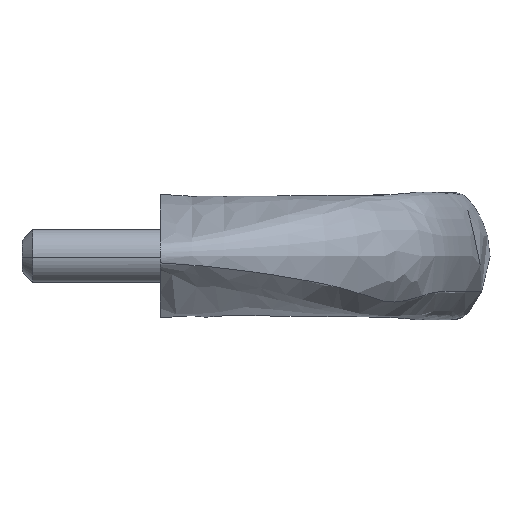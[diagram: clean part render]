
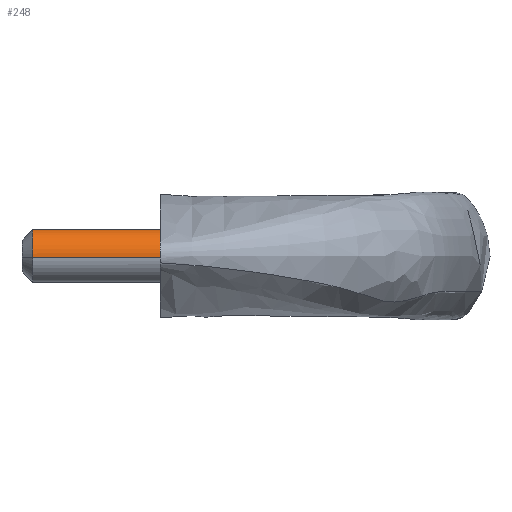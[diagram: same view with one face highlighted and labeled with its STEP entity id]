
A CAD part, left-side view. The second image highlights one B-rep face of the part: STEP entity #248.
In plain terms, the highlighted free-form (B-spline) face has degree [2, 1] with [9, 2] control points.
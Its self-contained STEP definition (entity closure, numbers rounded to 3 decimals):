
#62=CARTESIAN_POINT('',(2.484,-1.,-0.285));
#63=VERTEX_POINT('',#62);
#79=CARTESIAN_POINT('',(2.484,-23.0,-0.285));
#80=VERTEX_POINT('',#79);
#81=CARTESIAN_POINT('',(2.484,-23.0,-0.285));
#82=CARTESIAN_POINT('',(2.484,-1.,-0.285));
#83=QUASI_UNIFORM_CURVE('',1,(#81,#82),.UNSPECIFIED.,.F.,.U.);
#84=EDGE_CURVE('',#80,#63,#83,.T.);
#101=CARTESIAN_POINT('',(-2.495,-23.0,-0.153));
#102=VERTEX_POINT('',#101);
#116=CARTESIAN_POINT('',(-2.494,-1.,-0.174));
#117=VERTEX_POINT('',#116);
#118=CARTESIAN_POINT('',(-2.495,-23.0,-0.153));
#119=CARTESIAN_POINT('',(-2.494,-1.,-0.174));
#120=QUASI_UNIFORM_CURVE('',1,(#118,#119),.UNSPECIFIED.,.F.,.U.);
#121=EDGE_CURVE('',#102,#117,#120,.T.);
#139=CARTESIAN_POINT('',(-2.492,-23.55,-0.211));
#140=CARTESIAN_POINT('',(-2.494,-23.55,-0.182));
#141=CARTESIAN_POINT('',(-2.648,-23.55,2.343));
#142=CARTESIAN_POINT('',(-0.153,-23.55,2.495));
#143=CARTESIAN_POINT('',(2.343,-23.55,2.648));
#144=CARTESIAN_POINT('',(2.495,-23.55,0.153));
#145=CARTESIAN_POINT('',(2.509,-23.55,-0.067));
#146=CARTESIAN_POINT('',(2.481,-23.55,-0.305));
#147=CARTESIAN_POINT('',(2.479,-23.55,-0.325));
#148=CARTESIAN_POINT('',(-2.492,-0.436,-0.211));
#149=CARTESIAN_POINT('',(-2.494,-0.436,-0.182));
#150=CARTESIAN_POINT('',(-2.648,-0.436,2.343));
#151=CARTESIAN_POINT('',(-0.153,-0.436,2.495));
#152=CARTESIAN_POINT('',(2.343,-0.436,2.648));
#153=CARTESIAN_POINT('',(2.495,-0.436,0.153));
#154=CARTESIAN_POINT('',(2.509,-0.436,-0.067));
#155=CARTESIAN_POINT('',(2.481,-0.436,-0.305));
#156=CARTESIAN_POINT('',(2.479,-0.436,-0.325));
#164=(BOUNDED_SURFACE()B_SPLINE_SURFACE(2,1,((#139,#148),(#140,#149),(#141,#150),(#142,#151),(#143,#152),(#144,#153),(#145,#154),(#146,#155),(#147,#156)),.UNSPECIFIED.,.F.,.F.,.U.)B_SPLINE_SURFACE_WITH_KNOTS((3,1,2,2,1,3),(2,2),(0.0,0.07,4.212,8.354,8.851,8.895),(0.0,23.114),.UNSPECIFIED.)GEOMETRIC_REPRESENTATION_ITEM()RATIONAL_B_SPLINE_SURFACE(((1.01,1.01),(1.005,1.005),(0.707,0.707),(1.0,1.0),(0.707,0.707),(1.0,1.0),(0.965,0.965),(0.936,0.936),(0.933,0.933)))REPRESENTATION_ITEM('')SURFACE());
#165=CARTESIAN_POINT('',(2.492,-1.,0.196));
#166=VERTEX_POINT('',#165);
#167=CARTESIAN_POINT('',(2.492,-1.,0.196));
#168=CARTESIAN_POINT('',(2.5,-1.,0.098));
#169=CARTESIAN_POINT('',(2.5,-1.,0.));
#170=CARTESIAN_POINT('',(2.5,-1.,-0.143));
#171=CARTESIAN_POINT('',(2.484,-1.,-0.285));
#179=(BOUNDED_CURVE()B_SPLINE_CURVE(2,(#167,#168,#169,#170,#171),.UNSPECIFIED.,.F.,.U.)B_SPLINE_CURVE_WITH_KNOTS((3,2,3),(0.236,0.25,0.27),.UNSPECIFIED.)CURVE()GEOMETRIC_REPRESENTATION_ITEM()RATIONAL_B_SPLINE_CURVE((0.97,0.984,1.0,0.977,0.957))REPRESENTATION_ITEM(''));
#180=EDGE_CURVE('',#166,#63,#179,.T.);
#181=ORIENTED_EDGE('',*,*,#180,.F.);
#182=CARTESIAN_POINT('',(0.0,-1.,2.5));
#183=VERTEX_POINT('',#182);
#184=CARTESIAN_POINT('',(0.0,-1.,2.5));
#185=CARTESIAN_POINT('',(2.311,-1.,2.5));
#186=CARTESIAN_POINT('',(2.492,-1.,0.196));
#194=(BOUNDED_CURVE()B_SPLINE_CURVE(2,(#184,#185,#186),.UNSPECIFIED.,.F.,.U.)B_SPLINE_CURVE_WITH_KNOTS((3,3),(0.0,0.236),.UNSPECIFIED.)CURVE()GEOMETRIC_REPRESENTATION_ITEM()RATIONAL_B_SPLINE_CURVE((1.0,0.723,0.97))REPRESENTATION_ITEM(''));
#195=EDGE_CURVE('',#183,#166,#194,.T.);
#196=ORIENTED_EDGE('',*,*,#195,.F.);
#197=CARTESIAN_POINT('',(-2.494,-1.,-0.174));
#198=CARTESIAN_POINT('',(-2.5,-1.,-0.087));
#199=CARTESIAN_POINT('',(-2.5,-1.,0.));
#200=CARTESIAN_POINT('',(-2.5,-1.,2.5));
#201=CARTESIAN_POINT('',(0.0,-1.,2.5));
#209=(BOUNDED_CURVE()B_SPLINE_CURVE(2,(#197,#198,#199,#200,#201),.UNSPECIFIED.,.F.,.U.)B_SPLINE_CURVE_WITH_KNOTS((3,2,3),(0.738,0.75,1.0),.UNSPECIFIED.)CURVE()GEOMETRIC_REPRESENTATION_ITEM()RATIONAL_B_SPLINE_CURVE((0.973,0.986,1.0,0.707,1.0))REPRESENTATION_ITEM(''));
#210=EDGE_CURVE('',#117,#183,#209,.T.);
#211=ORIENTED_EDGE('',*,*,#210,.F.);
#212=ORIENTED_EDGE('',*,*,#121,.F.);
#213=CARTESIAN_POINT('',(0.0,-23.0,2.5));
#214=VERTEX_POINT('',#213);
#215=CARTESIAN_POINT('',(-2.495,-23.,-0.153));
#216=CARTESIAN_POINT('',(-2.5,-23.,-0.076));
#217=CARTESIAN_POINT('',(-2.5,-23.0,0.));
#218=CARTESIAN_POINT('',(-2.5,-23.,2.5));
#219=CARTESIAN_POINT('',(0.0,-23.0,2.5));
#227=(BOUNDED_CURVE()B_SPLINE_CURVE(2,(#215,#216,#217,#218,#219),.UNSPECIFIED.,.F.,.U.)B_SPLINE_CURVE_WITH_KNOTS((3,2,3),(0.739,0.75,1.0),.UNSPECIFIED.)CURVE()GEOMETRIC_REPRESENTATION_ITEM()RATIONAL_B_SPLINE_CURVE((0.976,0.988,1.0,0.707,1.0))REPRESENTATION_ITEM(''));
#228=EDGE_CURVE('',#102,#214,#227,.T.);
#229=ORIENTED_EDGE('',*,*,#228,.T.);
#230=CARTESIAN_POINT('',(0.0,-23.0,2.5));
#231=CARTESIAN_POINT('',(2.5,-23.,2.5));
#232=CARTESIAN_POINT('',(2.5,-23.0,0.));
#233=CARTESIAN_POINT('',(2.5,-23.,-0.143));
#234=CARTESIAN_POINT('',(2.484,-23.,-0.285));
#242=(BOUNDED_CURVE()B_SPLINE_CURVE(2,(#230,#231,#232,#233,#234),.UNSPECIFIED.,.F.,.U.)B_SPLINE_CURVE_WITH_KNOTS((3,2,3),(0.0,0.25,0.27),.UNSPECIFIED.)CURVE()GEOMETRIC_REPRESENTATION_ITEM()RATIONAL_B_SPLINE_CURVE((1.0,0.707,1.0,0.977,0.957))REPRESENTATION_ITEM(''));
#243=EDGE_CURVE('',#214,#80,#242,.T.);
#244=ORIENTED_EDGE('',*,*,#243,.T.);
#245=ORIENTED_EDGE('',*,*,#84,.T.);
#246=EDGE_LOOP('',(#181,#196,#211,#212,#229,#244,#245));
#247=FACE_OUTER_BOUND('',#246,.T.);
#248=ADVANCED_FACE('',(#247),#164,.T.);
